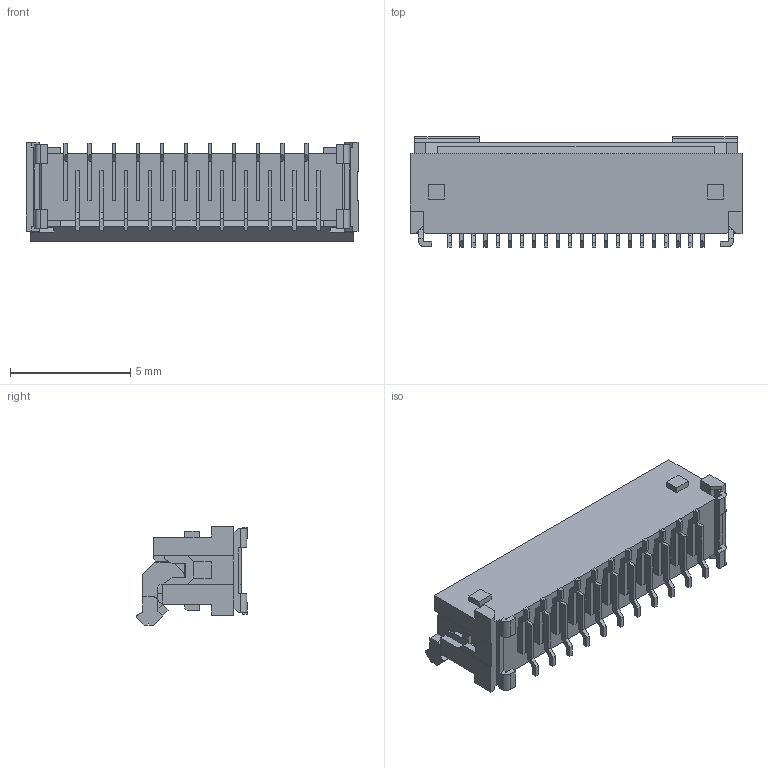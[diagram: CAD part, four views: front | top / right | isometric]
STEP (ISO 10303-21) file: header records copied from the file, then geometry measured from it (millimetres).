
FILE_DESCRIPTION((''),'2;1');
FILE_NAME('5019512210','2019-04-11T',('gga'),(''),'PRO/ENGINEER BY PARAMETRIC TECHNOLOGY CORPORATION, 2016010','PRO/ENGINEER BY PARAMETRIC TECHNOLOGY CORPORATION, 2016010','');
FILE_SCHEMA(('CONFIG_CONTROL_DESIGN'));
Length unit declared in the file: millimetre
Products named in the file (1): 5019512210
Bounding box: 13.8 x 4.6 x 4.13 mm (x, y, z)
Volume: 124.3 mm3; surface area: 412.6 mm2
Topology: 1 solids, 1 shells, 838 faces, 2737 edges, 1840 vertices
Faces by surface type: plane 759, cylinder 79
Entity records: 29592 total; most frequent: CARTESIAN_POINT 5312, ORIENTED_EDGE 5266, DIRECTION 4577, EDGE_CURVE 2633, VECTOR 2575, LINE 2575, VERTEX_POINT 1736, AXIS2_PLACEMENT_3D 1001
